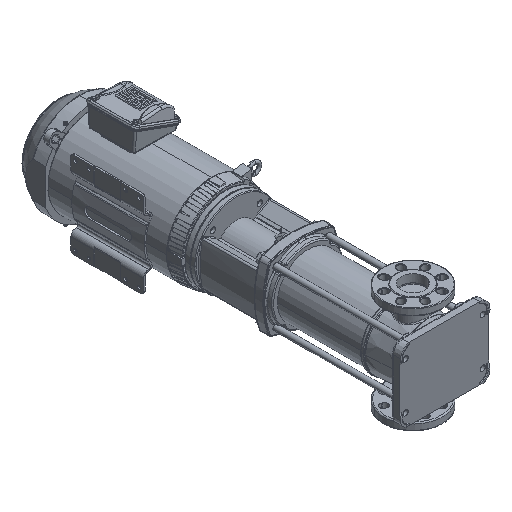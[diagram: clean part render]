
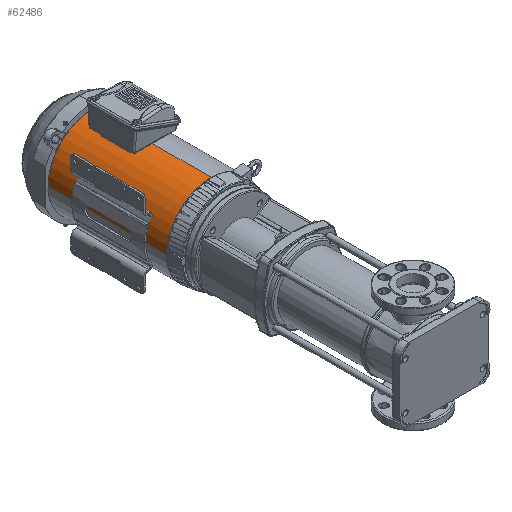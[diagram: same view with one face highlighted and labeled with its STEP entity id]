
A CAD part, isometric view. The second image highlights one B-rep face of the part: STEP entity #62486.
In plain terms, the highlighted cylindrical face has radius 124.3 mm (diameter 248.6 mm), a partial arc.
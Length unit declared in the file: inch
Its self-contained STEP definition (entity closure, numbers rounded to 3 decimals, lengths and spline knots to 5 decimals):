
#11964 = DIRECTION ( 'NONE',  ( -1., 0., 0. ) ) ;
#17125 = ORIENTED_EDGE ( 'NONE', *, *, #44822, .F. ) ;
#21235 = EDGE_CURVE ( 'NONE', #67294, #49137, #81184, .T. ) ;
#21829 = EDGE_CURVE ( 'NONE', #67294, #104214, #140804, .T. ) ;
#24156 = CARTESIAN_POINT ( 'NONE',  ( 6.01795, -0.74874, 4.8937 ) ) ;
#25085 = DIRECTION ( 'NONE',  ( -1., 0., 0. ) ) ;
#27049 = DIRECTION ( 'NONE',  ( -1., 0., 0. ) ) ;
#32354 = ORIENTED_EDGE ( 'NONE', *, *, #21829, .F. ) ;
#34242 = AXIS2_PLACEMENT_3D ( 'NONE', #131482, #11964, #123130 ) ;
#36189 = CARTESIAN_POINT ( 'NONE',  ( 38.30292, -0.74874, 4.8937 ) ) ;
#40132 = AXIS2_PLACEMENT_3D ( 'NONE', #98690, #27049, #140933 ) ;
#44530 = CARTESIAN_POINT ( 'NONE',  ( -6.94937, -0.74874, 0. ) ) ;
#44822 = EDGE_CURVE ( 'NONE', #104214, #79177, #115157, .T. ) ;
#47583 = AXIS2_PLACEMENT_3D ( 'NONE', #44530, #115261, #129010 ) ;
#49137 = VERTEX_POINT ( 'NONE', #24156 ) ;
#62486 = ADVANCED_FACE ( 'NONE', ( #127138 ), #139111, .T. ) ;
#67294 = VERTEX_POINT ( 'NONE', #166670 ) ;
#70765 = ORIENTED_EDGE ( 'NONE', *, *, #174446, .T. ) ;
#70958 = CARTESIAN_POINT ( 'NONE',  ( 38.30292, -5.64244, 0.00085 ) ) ;
#78302 = VECTOR ( 'NONE', #127014, 39.37008 ) ;
#79177 = VERTEX_POINT ( 'NONE', #122948 ) ;
#81184 = CIRCLE ( 'NONE', #34242, 4.8937 ) ;
#98690 = CARTESIAN_POINT ( 'NONE',  ( 38.30292, -0.74874, 0. ) ) ;
#99145 = VECTOR ( 'NONE', #25085, 39.37008 ) ;
#104214 = VERTEX_POINT ( 'NONE', #151251 ) ;
#115157 = CIRCLE ( 'NONE', #47583, 4.8937 ) ;
#115261 = DIRECTION ( 'NONE',  ( -1., 0., 0. ) ) ;
#122948 = CARTESIAN_POINT ( 'NONE',  ( -6.94937, -0.74874, 4.8937 ) ) ;
#123130 = DIRECTION ( 'NONE',  ( 0., -1., 0. ) ) ;
#127014 = DIRECTION ( 'NONE',  ( -1., 0., 0. ) ) ;
#127138 = FACE_OUTER_BOUND ( 'NONE', #161789, .T. ) ;
#129010 = DIRECTION ( 'NONE',  ( 0., -1., 0. ) ) ;
#131482 = CARTESIAN_POINT ( 'NONE',  ( 6.01795, -0.74874, 0. ) ) ;
#139111 = CYLINDRICAL_SURFACE ( 'NONE', #40132, 4.8937 ) ;
#140804 = LINE ( 'NONE', #70958, #78302 ) ;
#140933 = DIRECTION ( 'NONE',  ( 0., 0., 1. ) ) ;
#150963 = LINE ( 'NONE', #36189, #99145 ) ;
#151251 = CARTESIAN_POINT ( 'NONE',  ( -6.94937, -5.64244, 0.00085 ) ) ;
#161789 = EDGE_LOOP ( 'NONE', ( #165060, #70765, #17125, #32354 ) ) ;
#165060 = ORIENTED_EDGE ( 'NONE', *, *, #21235, .T. ) ;
#166670 = CARTESIAN_POINT ( 'NONE',  ( 6.01795, -5.64244, 0.00085 ) ) ;
#174446 = EDGE_CURVE ( 'NONE', #49137, #79177, #150963, .T. ) ;
